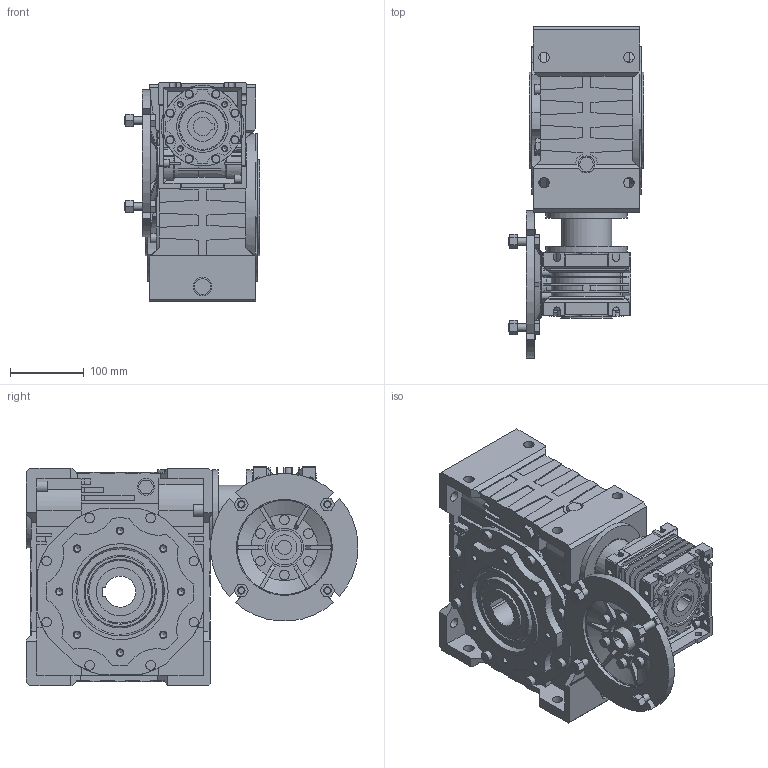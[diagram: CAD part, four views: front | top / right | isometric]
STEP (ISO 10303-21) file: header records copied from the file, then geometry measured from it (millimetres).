
FILE_DESCRIPTION(('STEP AP203'), '1');
FILE_NAME('DRV 050-110 (BS2)', '', ('UNSPECIFIED'), ('UNSPECIFIED'), 'ASCON STEP Converter 1.3', 'ASCON Math Kernel', '');
FILE_SCHEMA(('CONFIG_CONTROL_DESIGN'));
Length unit declared in the file: millimetre
Products named in the file (11): _Gear unit 110; _110-42 (155); _VB 110-38 (38); _Gear unit 50; _050-25 (92); _VB 063-19 (19); _63-80 B5
Assembly tree (10 placements, depth 3):
  (unnamed)
    (unnamed)
      _Gear unit 110
      _110-42 (155)
      _VB 110-38 (38)
    (unnamed)
    (unnamed)
      _Gear unit 50
      _050-25 (92)
      _VB 063-19 (19)
      _63-80 B5
Bounding box: 183.5 x 449.67 x 297.5 mm (x, y, z)
Volume: 10133918.6 mm3; surface area: 911939.5 mm2
Topology: 8 solids, 13 shells, 1562 faces, 4252 edges, 2789 vertices
Faces by surface type: plane 1116, cylinder 331, cone 111, torus 4
Full cylindrical faces by diameter (mm): 5.55 x4, 6.647 x8, 8.376 x16, 8.8 x8, 10 x16, 13 x14, 14 x12, 16 x1, 22 x1, 23 x2, 25 x1, 28 x1, 34 x2, 40 x2, 47 x1, 49 x1, 50 x1, 52 x1, 56 x2, 62 x1, 65 x2, 68 x2, 69 x1, 70 x3, 77 x1, 80 x2, 89 x1, 107 x1, 110 x2, 127.74 x1
Entity records: 63208 total; most frequent: CARTESIAN_POINT 11034, ORIENTED_EDGE 8090, DIRECTION 7956, EDGE_CURVE 4045, VERTEX_POINT 2765, LINE 2734, VECTOR 2734, AXIS2_PLACEMENT_3D 2611
